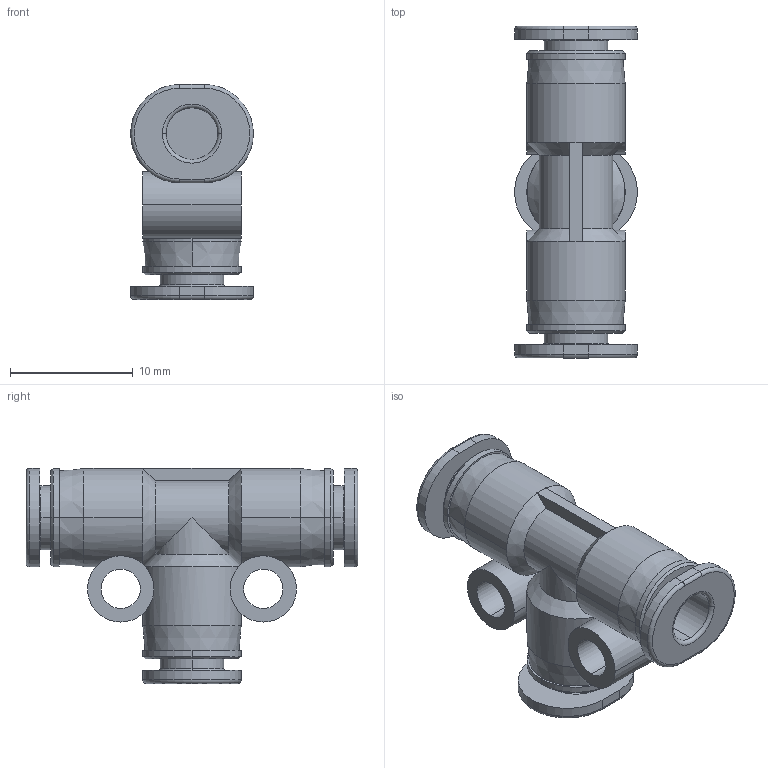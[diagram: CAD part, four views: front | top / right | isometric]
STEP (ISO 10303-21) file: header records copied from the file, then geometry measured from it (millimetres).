
FILE_DESCRIPTION((''),'2;1');
FILE_NAME('PUT04C-mdt.stp','2017-07-24T17:03:10',(''),(''),'Mechanical Desktop 2009','Mechanical Desktop 2009',', , ');
FILE_SCHEMA(('CONFIG_CONTROL_DESIGN'));
Length unit declared in the file: millimetre
Products named in the file (3): PUT04C-MDTA; PUT04C-MDT; COLLAR-L04C
Assembly tree (3 placements, depth 2):
  PUT04C-MDTA
    PUT04C-MDT
    COLLAR-L04C  x2
Bounding box: 10 x 27 x 17.5 mm (x, y, z)
Volume: 1432.9 mm3; surface area: 2128.5 mm2
Topology: 2 solids, 2 shells, 118 faces, 268 edges, 158 vertices
Faces by surface type: cylinder 48, plane 34, cone 18, torus 12, bspline 6
Entity records: 3934 total; most frequent: CARTESIAN_POINT 1087, DIRECTION 630, ORIENTED_EDGE 536, EDGE_CURVE 268, AXIS2_PLACEMENT_3D 264, VERTEX_POINT 158, CIRCLE 144, EDGE_LOOP 134
